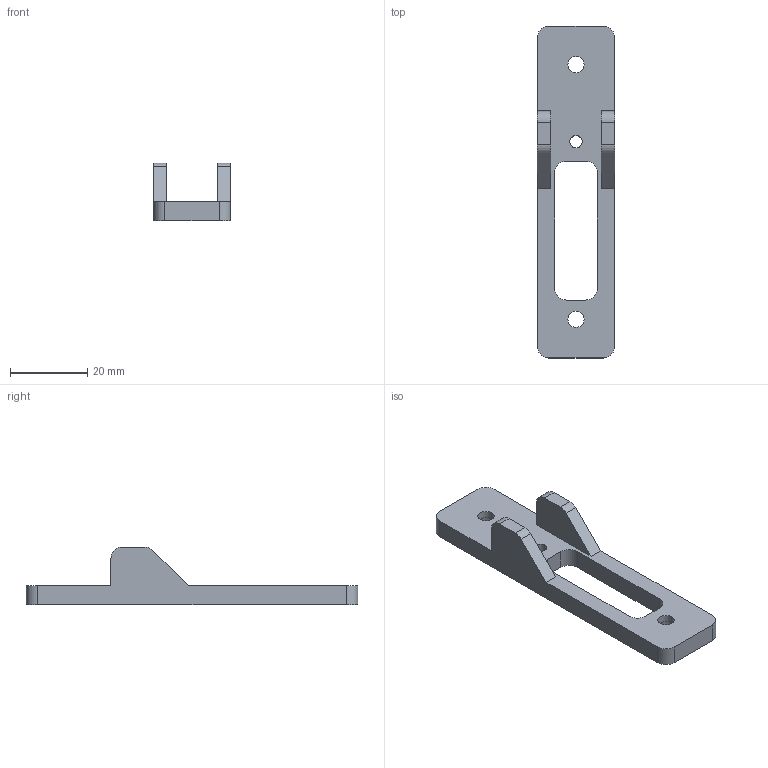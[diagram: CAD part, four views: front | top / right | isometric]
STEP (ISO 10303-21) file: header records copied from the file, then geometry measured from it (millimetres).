
FILE_DESCRIPTION(('FreeCAD Model'),'2;1');
FILE_NAME('y-motor-idler-x1.step','2019-07-07T17:48:47',( 'Author'),(''),'Open CASCADE STEP processor 6.8','FreeCAD','Unknown' );
FILE_SCHEMA(('AUTOMOTIVE_DESIGN_CC2 { 1 2 10303 214 -1 1 5 4 }'));
Length unit declared in the file: millimetre
Products named in the file (2): ASSEMBLY; y-motor-idler
Assembly tree (1 placements, depth 2):
  ASSEMBLY
    y-motor-idler
Bounding box: 20 x 86 x 15 mm (x, y, z)
Volume: 7257.9 mm3; surface area: 4989.4 mm2
Topology: 1 solids, 1 shells, 37 faces, 99 edges, 66 vertices
Faces by surface type: plane 20, cylinder 17
Full cylindrical faces by diameter (mm): 3.2 x1, 4.2 x2, 8 x2
Entity records: 2523 total; most frequent: CARTESIAN_POINT 478, DIRECTION 383, LINE 213, VECTOR 213, ORIENTED_EDGE 198, PCURVE 198, DEFINITIONAL_REPRESENTATION 198, EDGE_CURVE 99
